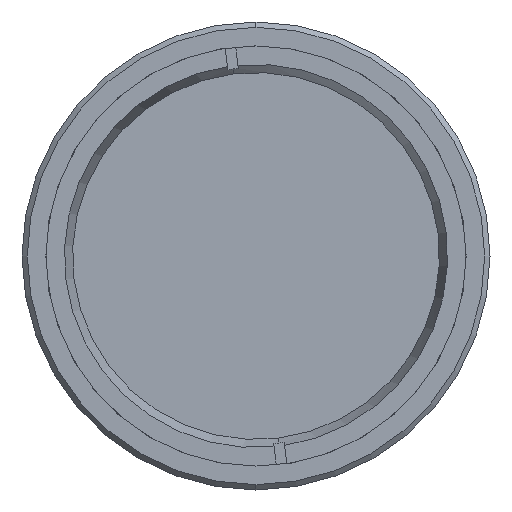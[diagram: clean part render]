
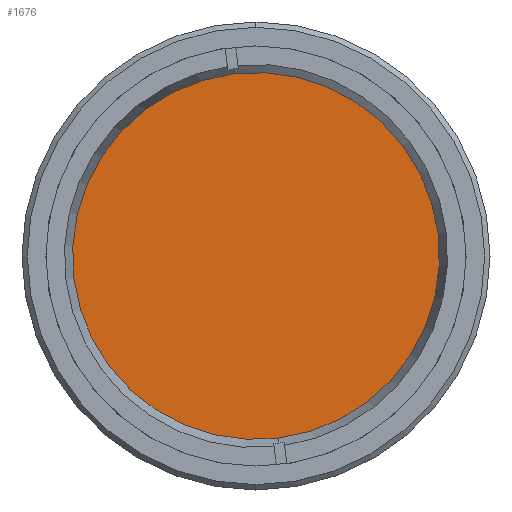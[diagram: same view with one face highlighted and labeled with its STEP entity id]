
A CAD part, left-side view. The second image highlights one B-rep face of the part: STEP entity #1676.
In plain terms, the highlighted planar face has unit normal (-1, 0, 0).
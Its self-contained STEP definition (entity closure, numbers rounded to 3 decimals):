
#139 = CARTESIAN_POINT ( 'NONE',  ( 4.674, -2.099, -17.122 ) ) ;
#271 = EDGE_LOOP ( 'NONE', ( #547, #548 ) ) ;
#547 = ORIENTED_EDGE ( 'NONE', *, *, #1941, .T. ) ;
#548 = ORIENTED_EDGE ( 'NONE', *, *, #1372, .T. ) ;
#731 = VERTEX_POINT ( 'NONE', #139 ) ;
#824 = VERTEX_POINT ( 'NONE', #1844 ) ;
#973 = CIRCLE ( 'NONE', #1426, 17.25 ) ;
#1137 = FACE_OUTER_BOUND ( 'NONE', #271, .T. ) ;
#1170 = CIRCLE ( 'NONE', #1519, 17.25 ) ;
#1372 = EDGE_CURVE ( 'NONE', #731, #824, #973, .T. ) ;
#1426 = AXIS2_PLACEMENT_3D ( 'NONE', #1927, #1900, #1899 ) ;
#1511 = AXIS2_PLACEMENT_3D ( 'NONE', #1700, #1695, #1718 ) ;
#1519 = AXIS2_PLACEMENT_3D ( 'NONE', #2313, #2317, #2311 ) ;
#1676 = ADVANCED_FACE ( 'NONE', ( #1137 ), #1716, .F. ) ;
#1695 = DIRECTION ( 'NONE',  ( 1., 0., 0. ) ) ;
#1700 = CARTESIAN_POINT ( 'NONE',  ( 4.674, 0., 0. ) ) ;
#1716 = PLANE ( 'NONE',  #1511 ) ;
#1718 = DIRECTION ( 'NONE',  ( 0., 0., -1. ) ) ;
#1844 = CARTESIAN_POINT ( 'NONE',  ( 4.674, 2.099, 17.122 ) ) ;
#1899 = DIRECTION ( 'NONE',  ( 0., 0.122, 0.993 ) ) ;
#1900 = DIRECTION ( 'NONE',  ( -1., 0., 0. ) ) ;
#1927 = CARTESIAN_POINT ( 'NONE',  ( 4.674, 0., 0. ) ) ;
#1941 = EDGE_CURVE ( 'NONE', #824, #731, #1170, .T. ) ;
#2311 = DIRECTION ( 'NONE',  ( 0., 0.122, 0.993 ) ) ;
#2313 = CARTESIAN_POINT ( 'NONE',  ( 4.674, 0., 0. ) ) ;
#2317 = DIRECTION ( 'NONE',  ( -1., 0., 0. ) ) ;
